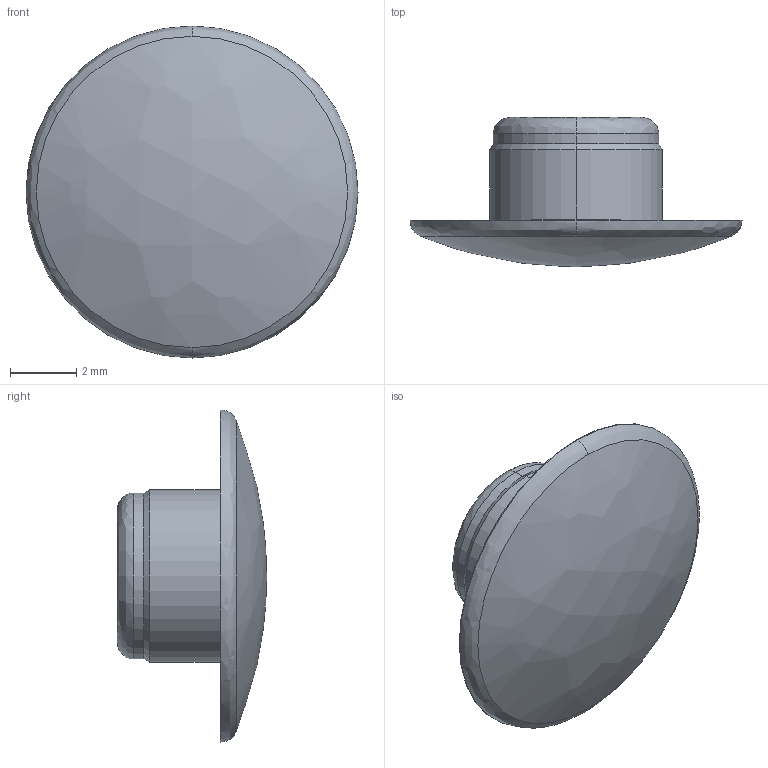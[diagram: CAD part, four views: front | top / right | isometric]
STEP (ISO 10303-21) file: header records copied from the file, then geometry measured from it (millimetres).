
FILE_DESCRIPTION (( 'STEP AP203' ), '1' );
FILE_NAME ('202311103_c_1.STEP', '2022-11-27T22:53:47', ( '' ), ( '' ), 'SwSTEP 2.0', 'SolidWorks 2014', '' );
FILE_SCHEMA (( 'CONFIG_CONTROL_DESIGN' ));
Length unit declared in the file: millimetre
Products named in the file (1): 202311103_c_1
Bounding box: 10 x 4.5 x 10 mm (x, y, z)
Volume: 112.8 mm3; surface area: 240 mm2
Topology: 1 solids, 1 shells, 20 faces, 40 edges, 24 vertices
Faces by surface type: bspline 7, cylinder 6, cone 4, plane 3
Entity records: 779 total; most frequent: CARTESIAN_POINT 306, DIRECTION 86, ORIENTED_EDGE 80, EDGE_CURVE 40, AXIS2_PLACEMENT_3D 38, VERTEX_POINT 24, CIRCLE 24, EDGE_LOOP 22
